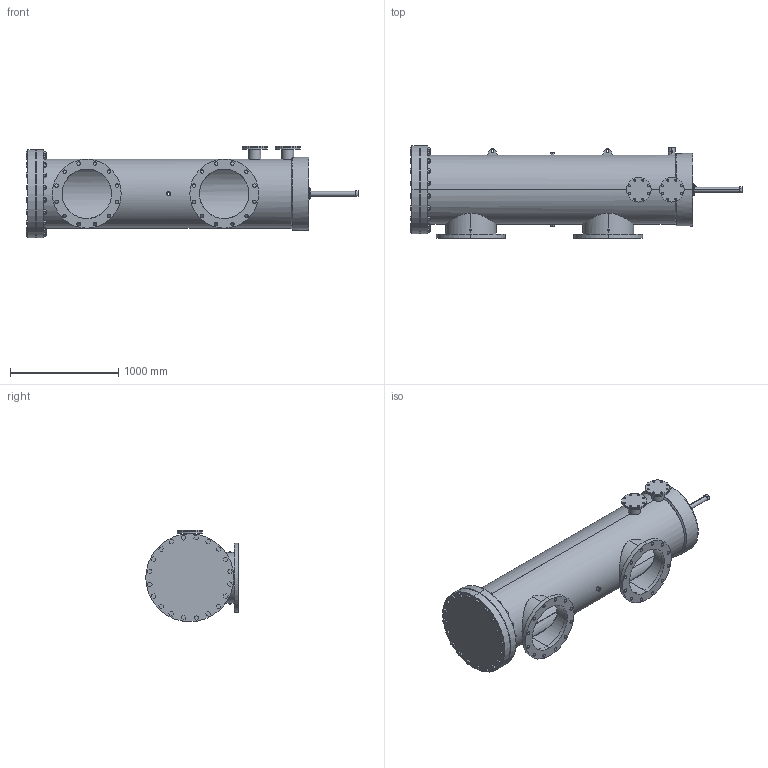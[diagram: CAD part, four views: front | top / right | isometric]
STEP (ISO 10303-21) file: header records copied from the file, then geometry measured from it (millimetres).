
FILE_DESCRIPTION (( 'STEP AP203' ), '1' );
FILE_NAME ('G18-FRP-180.STEP', '2020-09-17T14:08:54', ( '' ), ( '' ), 'SwSTEP 2.0', 'SolidWorks 2018', '' );
FILE_SCHEMA (( 'CONFIG_CONTROL_DESIGN' ));
Length unit declared in the file: inch
Products named in the file (1): G18-FRP-180
Bounding box: 3067.29 x 854.2 x 845.12 mm (x, y, z)
Volume: 93100390.4 mm3; surface area: 15097130.4 mm2
Topology: 27 solids, 27 shells, 894 faces, 2250 edges, 1496 vertices
Faces by surface type: cylinder 450, plane 440, cone 4
Entity records: 30491 total; most frequent: CARTESIAN_POINT 7701, DIRECTION 4796, ORIENTED_EDGE 4500, EDGE_CURVE 2250, AXIS2_PLACEMENT_3D 1741, VERTEX_POINT 1496, VECTOR 1314, LINE 1314
